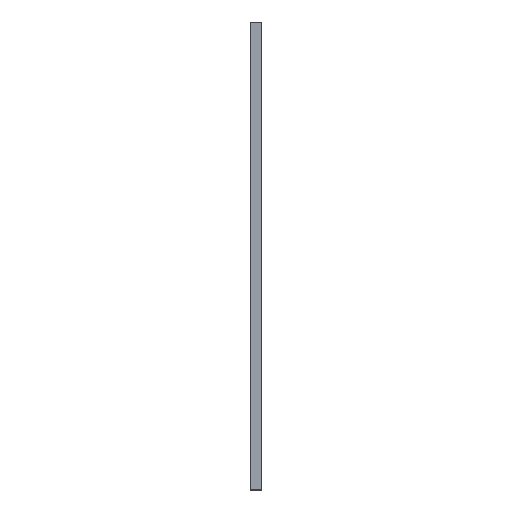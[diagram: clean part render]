
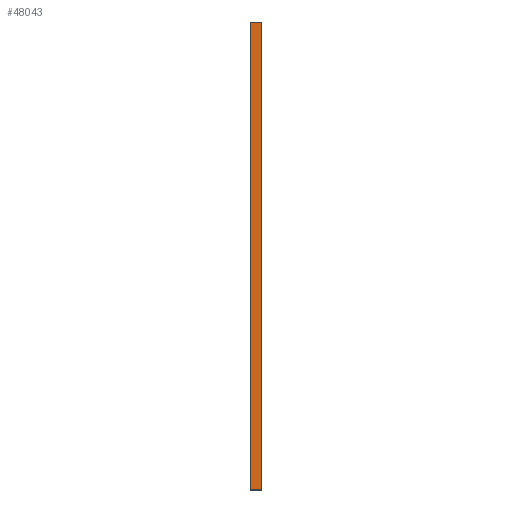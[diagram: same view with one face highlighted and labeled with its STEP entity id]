
A CAD part, front view. The second image highlights one B-rep face of the part: STEP entity #48043.
In plain terms, the highlighted planar face has unit normal (0, -1, 0).
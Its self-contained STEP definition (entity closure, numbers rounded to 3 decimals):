
#38318 = PLANE('',#38319);
#38319 = AXIS2_PLACEMENT_3D('',#38320,#38321,#38322);
#38320 = CARTESIAN_POINT('',(7.5,-15.45,0.05));
#38321 = DIRECTION('',(0.,0.707,0.707));
#38322 = DIRECTION('',(1.,0.,0.));
#38626 = PLANE('',#38627);
#38627 = AXIS2_PLACEMENT_3D('',#38628,#38629,#38630);
#38628 = CARTESIAN_POINT('',(7.5,-15.45,599.95));
#38629 = DIRECTION('',(0.,-0.707,
    0.707));
#38630 = DIRECTION('',(1.,0.,0.));
#38913 = PLANE('',#38914);
#38914 = AXIS2_PLACEMENT_3D('',#38915,#38916,#38917);
#38915 = CARTESIAN_POINT('',(-7.4,-15.4,0.));
#38916 = DIRECTION('',(-0.707,-0.707,
    0.));
#38917 = DIRECTION('',(0.,0.,1.));
#42163 = VERTEX_POINT('',#42164);
#42164 = CARTESIAN_POINT('',(7.4,-15.5,0.1));
#42185 = EDGE_CURVE('',#42163,#42186,#42188,.T.);
#42186 = VERTEX_POINT('',#42187);
#42187 = CARTESIAN_POINT('',(-7.3,-15.5,0.1));
#42188 = SURFACE_CURVE('',#42189,(#42193,#42200),.PCURVE_S1.);
#42189 = LINE('',#42190,#42191);
#42190 = CARTESIAN_POINT('',(7.5,-15.5,0.1));
#42191 = VECTOR('',#42192,1.);
#42192 = DIRECTION('',(-1.,0.,0.));
#42193 = PCURVE('',#38318,#42194);
#42194 = DEFINITIONAL_REPRESENTATION('',(#42195),#42199);
#42195 = LINE('',#42196,#42197);
#42196 = CARTESIAN_POINT('',(0.,-0.071));
#42197 = VECTOR('',#42198,1.);
#42198 = DIRECTION('',(-1.,0.));
#42199 = ( GEOMETRIC_REPRESENTATION_CONTEXT(2) 
PARAMETRIC_REPRESENTATION_CONTEXT() REPRESENTATION_CONTEXT('2D SPACE',''
  ) );
#42200 = PCURVE('',#42201,#42206);
#42201 = PLANE('',#42202);
#42202 = AXIS2_PLACEMENT_3D('',#42203,#42204,#42205);
#42203 = CARTESIAN_POINT('',(7.5,-15.5,0.));
#42204 = DIRECTION('',(0.,-1.,0.));
#42205 = DIRECTION('',(-1.,0.,0.));
#42206 = DEFINITIONAL_REPRESENTATION('',(#42207),#42211);
#42207 = LINE('',#42208,#42209);
#42208 = CARTESIAN_POINT('',(0.,-0.1));
#42209 = VECTOR('',#42210,1.);
#42210 = DIRECTION('',(1.,0.));
#42211 = ( GEOMETRIC_REPRESENTATION_CONTEXT(2) 
PARAMETRIC_REPRESENTATION_CONTEXT() REPRESENTATION_CONTEXT('2D SPACE',''
  ) );
#42478 = VERTEX_POINT('',#42479);
#42479 = CARTESIAN_POINT('',(7.4,-15.5,599.9));
#42500 = EDGE_CURVE('',#42478,#42501,#42503,.T.);
#42501 = VERTEX_POINT('',#42502);
#42502 = CARTESIAN_POINT('',(-7.3,-15.5,599.9));
#42503 = SURFACE_CURVE('',#42504,(#42508,#42515),.PCURVE_S1.);
#42504 = LINE('',#42505,#42506);
#42505 = CARTESIAN_POINT('',(7.5,-15.5,599.9));
#42506 = VECTOR('',#42507,1.);
#42507 = DIRECTION('',(-1.,0.,0.));
#42508 = PCURVE('',#38626,#42509);
#42509 = DEFINITIONAL_REPRESENTATION('',(#42510),#42514);
#42510 = LINE('',#42511,#42512);
#42511 = CARTESIAN_POINT('',(0.,-0.071));
#42512 = VECTOR('',#42513,1.);
#42513 = DIRECTION('',(-1.,0.));
#42514 = ( GEOMETRIC_REPRESENTATION_CONTEXT(2) 
PARAMETRIC_REPRESENTATION_CONTEXT() REPRESENTATION_CONTEXT('2D SPACE',''
  ) );
#42515 = PCURVE('',#42201,#42516);
#42516 = DEFINITIONAL_REPRESENTATION('',(#42517),#42521);
#42517 = LINE('',#42518,#42519);
#42518 = CARTESIAN_POINT('',(0.,-599.9));
#42519 = VECTOR('',#42520,1.);
#42520 = DIRECTION('',(1.,0.));
#42521 = ( GEOMETRIC_REPRESENTATION_CONTEXT(2) 
PARAMETRIC_REPRESENTATION_CONTEXT() REPRESENTATION_CONTEXT('2D SPACE',''
  ) );
#42657 = EDGE_CURVE('',#42186,#42501,#42658,.T.);
#42658 = SURFACE_CURVE('',#42659,(#42663,#42670),.PCURVE_S1.);
#42659 = LINE('',#42660,#42661);
#42660 = CARTESIAN_POINT('',(-7.3,-15.5,0.));
#42661 = VECTOR('',#42662,1.);
#42662 = DIRECTION('',(0.,0.,1.));
#42663 = PCURVE('',#38913,#42664);
#42664 = DEFINITIONAL_REPRESENTATION('',(#42665),#42669);
#42665 = LINE('',#42666,#42667);
#42666 = CARTESIAN_POINT('',(0.,-0.141));
#42667 = VECTOR('',#42668,1.);
#42668 = DIRECTION('',(1.,0.));
#42669 = ( GEOMETRIC_REPRESENTATION_CONTEXT(2) 
PARAMETRIC_REPRESENTATION_CONTEXT() REPRESENTATION_CONTEXT('2D SPACE',''
  ) );
#42670 = PCURVE('',#42201,#42671);
#42671 = DEFINITIONAL_REPRESENTATION('',(#42672),#42676);
#42672 = LINE('',#42673,#42674);
#42673 = CARTESIAN_POINT('',(14.8,0.));
#42674 = VECTOR('',#42675,1.);
#42675 = DIRECTION('',(0.,-1.));
#42676 = ( GEOMETRIC_REPRESENTATION_CONTEXT(2) 
PARAMETRIC_REPRESENTATION_CONTEXT() REPRESENTATION_CONTEXT('2D SPACE',''
  ) );
#47633 = PLANE('',#47634);
#47634 = AXIS2_PLACEMENT_3D('',#47635,#47636,#47637);
#47635 = CARTESIAN_POINT('',(7.45,-15.45,0.));
#47636 = DIRECTION('',(0.707,-0.707,0.));
#47637 = DIRECTION('',(0.,0.,1.));
#48043 = ADVANCED_FACE('',(#48044),#42201,.T.);
#48044 = FACE_BOUND('',#48045,.T.);
#48045 = EDGE_LOOP('',(#48046,#48067,#48068,#48069));
#48046 = ORIENTED_EDGE('',*,*,#48047,.T.);
#48047 = EDGE_CURVE('',#42163,#42478,#48048,.T.);
#48048 = SURFACE_CURVE('',#48049,(#48053,#48060),.PCURVE_S1.);
#48049 = LINE('',#48050,#48051);
#48050 = CARTESIAN_POINT('',(7.4,-15.5,0.));
#48051 = VECTOR('',#48052,1.);
#48052 = DIRECTION('',(0.,0.,1.));
#48053 = PCURVE('',#42201,#48054);
#48054 = DEFINITIONAL_REPRESENTATION('',(#48055),#48059);
#48055 = LINE('',#48056,#48057);
#48056 = CARTESIAN_POINT('',(0.1,0.));
#48057 = VECTOR('',#48058,1.);
#48058 = DIRECTION('',(0.,-1.));
#48059 = ( GEOMETRIC_REPRESENTATION_CONTEXT(2) 
PARAMETRIC_REPRESENTATION_CONTEXT() REPRESENTATION_CONTEXT('2D SPACE',''
  ) );
#48060 = PCURVE('',#47633,#48061);
#48061 = DEFINITIONAL_REPRESENTATION('',(#48062),#48066);
#48062 = LINE('',#48063,#48064);
#48063 = CARTESIAN_POINT('',(0.,0.071));
#48064 = VECTOR('',#48065,1.);
#48065 = DIRECTION('',(1.,0.));
#48066 = ( GEOMETRIC_REPRESENTATION_CONTEXT(2) 
PARAMETRIC_REPRESENTATION_CONTEXT() REPRESENTATION_CONTEXT('2D SPACE',''
  ) );
#48067 = ORIENTED_EDGE('',*,*,#42500,.T.);
#48068 = ORIENTED_EDGE('',*,*,#42657,.F.);
#48069 = ORIENTED_EDGE('',*,*,#42185,.F.);
